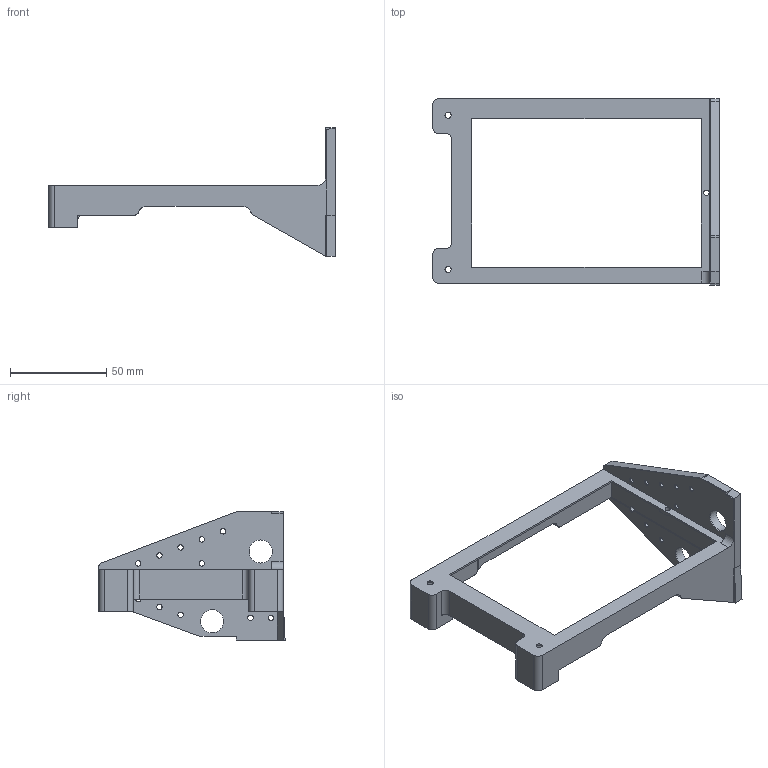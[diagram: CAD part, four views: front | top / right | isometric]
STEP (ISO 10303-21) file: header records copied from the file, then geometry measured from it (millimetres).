
FILE_DESCRIPTION(/* description */ (''),/* implementation_level */ '2;1');
FILE_NAME(/* name */ '01_MTP_96_wellplate_holder_part1.ipt.step',/* time_stamp */ '2022-11-29T07:54:16+01:00',/* author */ ('diederichbenedict'),/* organization */ (''),/* preprocessor_version */ 'ST-DEVELOPER v18.1',/* originating_system */ 'Autodesk Inventor 2022',/* authorisation */ '');
FILE_SCHEMA (('AUTOMOTIVE_DESIGN { 1 0 10303 214 3 1 1 }'));
Length unit declared in the file: millimetre
Products named in the file (1): 01_MTP_96_wellplate_holder_part1
Bounding box: 148.7 x 96.6 x 66.6 mm (x, y, z)
Volume: 51579.7 mm3; surface area: 38734.1 mm2
Topology: 2 solids, 2 shells, 128 faces, 373 edges, 247 vertices
Faces by surface type: plane 72, cylinder 56
Full cylindrical faces by diameter (mm): 2.8 x22, 3.2 x4, 12 x4
Entity records: 4420 total; most frequent: CARTESIAN_POINT 749, ORIENTED_EDGE 746, DIRECTION 746, EDGE_CURVE 373, LINE 258, VECTOR 258, VERTEX_POINT 247, AXIS2_PLACEMENT_3D 244
